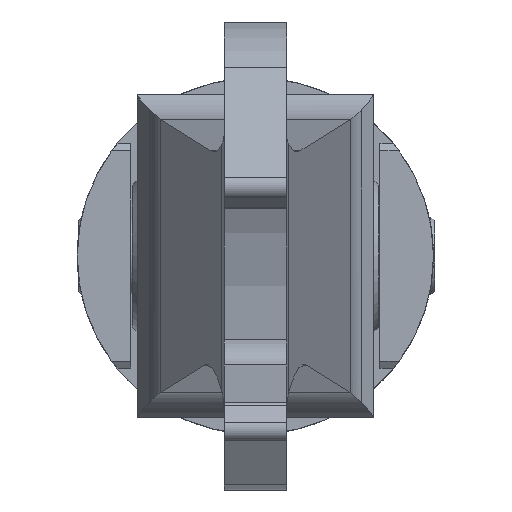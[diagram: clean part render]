
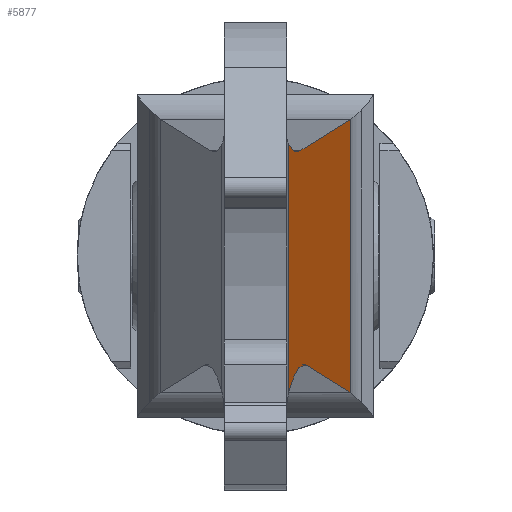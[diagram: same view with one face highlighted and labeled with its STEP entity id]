
A CAD part, left-side view. The second image highlights one B-rep face of the part: STEP entity #5877.
In plain terms, the highlighted face is planar.
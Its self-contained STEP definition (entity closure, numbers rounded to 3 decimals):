
#78=(
BOUNDED_CURVE()
B_SPLINE_CURVE(3,(#7588,#7589,#7590,#7591),.UNSPECIFIED.,.F.,.F.)
B_SPLINE_CURVE_WITH_KNOTS((4,4),(4.625,4.964),
 .UNSPECIFIED.)
CURVE()
GEOMETRIC_REPRESENTATION_ITEM()
RATIONAL_B_SPLINE_CURVE((1.,0.99,0.99,1.))
REPRESENTATION_ITEM('')
);
#79=(
BOUNDED_CURVE()
B_SPLINE_CURVE(3,(#7592,#7593,#7594,#7595),.UNSPECIFIED.,.F.,.F.)
B_SPLINE_CURVE_WITH_KNOTS((4,4),(1.089,1.571),
 .UNSPECIFIED.)
CURVE()
GEOMETRIC_REPRESENTATION_ITEM()
RATIONAL_B_SPLINE_CURVE((1.,0.981,0.981,1.))
REPRESENTATION_ITEM('')
);
#96=CIRCLE('',#6116,3.568);
#97=CIRCLE('',#6117,9.687);
#98=CIRCLE('',#6118,3.568);
#280=PLANE('',#6115);
#381=LINE('',#7561,#597);
#384=LINE('',#7582,#600);
#385=LINE('',#7586,#601);
#386=LINE('',#7599,#602);
#597=VECTOR('',#6521,1000.);
#600=VECTOR('',#6532,1000.);
#601=VECTOR('',#6537,1000.);
#602=VECTOR('',#6540,1000.);
#824=ORIENTED_EDGE('',*,*,#2211,.T.);
#825=ORIENTED_EDGE('',*,*,#2212,.F.);
#826=ORIENTED_EDGE('',*,*,#2213,.T.);
#827=ORIENTED_EDGE('',*,*,#2210,.T.);
#828=ORIENTED_EDGE('',*,*,#2214,.T.);
#829=ORIENTED_EDGE('',*,*,#2215,.T.);
#830=ORIENTED_EDGE('',*,*,#2216,.T.);
#831=ORIENTED_EDGE('',*,*,#2217,.T.);
#832=ORIENTED_EDGE('',*,*,#2203,.F.);
#2203=EDGE_CURVE('',#2897,#2894,#381,.T.);
#2210=EDGE_CURVE('',#2900,#2903,#384,.T.);
#2211=EDGE_CURVE('',#2897,#2904,#96,.T.);
#2212=EDGE_CURVE('',#2905,#2904,#385,.T.);
#2213=EDGE_CURVE('',#2905,#2900,#78,.T.);
#2214=EDGE_CURVE('',#2903,#2906,#79,.T.);
#2215=EDGE_CURVE('',#2906,#2907,#97,.T.);
#2216=EDGE_CURVE('',#2907,#2908,#386,.T.);
#2217=EDGE_CURVE('',#2908,#2894,#98,.T.);
#2894=VERTEX_POINT('',#7552);
#2897=VERTEX_POINT('',#7560);
#2900=VERTEX_POINT('',#7573);
#2903=VERTEX_POINT('',#7581);
#2904=VERTEX_POINT('',#7585);
#2905=VERTEX_POINT('',#7587);
#2906=VERTEX_POINT('',#7596);
#2907=VERTEX_POINT('',#7598);
#2908=VERTEX_POINT('',#7600);
#3667=EDGE_LOOP('',(#824,#825,#826,#827,#828,#829,#830,#831,#832));
#3932=FACE_BOUND('',#3667,.T.);
#5877=ADVANCED_FACE('',(#3932),#280,.F.);
#6115=AXIS2_PLACEMENT_3D('',#7583,#6533,#6534);
#6116=AXIS2_PLACEMENT_3D('',#7584,#6535,#6536);
#6117=AXIS2_PLACEMENT_3D('',#7597,#6538,#6539);
#6118=AXIS2_PLACEMENT_3D('',#7601,#6541,#6542);
#6521=DIRECTION('',(0.,0.,1.));
#6532=DIRECTION('',(0.,0.,1.));
#6533=DIRECTION('',(0.139,-0.99,0.));
#6534=DIRECTION('',(0.99,0.139,0.));
#6535=DIRECTION('',(0.139,-0.99,0.));
#6536=DIRECTION('',(0.102,0.014,0.995));
#6537=DIRECTION('',(0.987,0.139,-0.086));
#6538=DIRECTION('',(0.139,-0.99,0.));
#6539=DIRECTION('',(0.,0.,-1.));
#6540=DIRECTION('',(0.987,0.139,0.086));
#6541=DIRECTION('',(0.139,-0.99,0.));
#6542=DIRECTION('',(0.085,0.012,-0.996));
#7552=CARTESIAN_POINT('',(-1.115,3.819,5.49));
#7560=CARTESIAN_POINT('',(-1.115,3.819,-5.49));
#7561=CARTESIAN_POINT('',(-1.115,3.819,-9.4));
#7573=CARTESIAN_POINT('',(-18.756,1.342,-4.489));
#7581=CARTESIAN_POINT('',(-18.756,1.342,5.448));
#7582=CARTESIAN_POINT('',(-18.756,1.342,-9.4));
#7583=CARTESIAN_POINT('',(5.827,4.794,-9.4));
#7584=CARTESIAN_POINT('',(-1.478,3.768,-9.04));
#7585=CARTESIAN_POINT('',(-1.173,3.811,-5.485));
#7586=CARTESIAN_POINT('',(5.957,4.812,-6.109));
#7587=CARTESIAN_POINT('',(-15.561,1.791,-4.226));
#7588=CARTESIAN_POINT('',(-15.561,1.791,-4.226));
#7589=CARTESIAN_POINT('',(-16.636,1.64,-4.132));
#7590=CARTESIAN_POINT('',(-17.711,1.489,-4.221));
#7591=CARTESIAN_POINT('',(-18.756,1.342,-4.489));
#7592=CARTESIAN_POINT('',(-18.756,1.342,5.448));
#7593=CARTESIAN_POINT('',(-17.392,1.534,4.735));
#7594=CARTESIAN_POINT('',(-15.896,1.744,4.368));
#7595=CARTESIAN_POINT('',(-14.356,1.96,4.368));
#7596=CARTESIAN_POINT('',(-14.356,1.96,4.368));
#7597=CARTESIAN_POINT('',(-14.356,1.96,14.054));
#7598=CARTESIAN_POINT('',(-13.528,2.076,4.404));
#7599=CARTESIAN_POINT('',(5.957,4.812,6.109));
#7600=CARTESIAN_POINT('',(-1.173,3.811,5.485));
#7601=CARTESIAN_POINT('',(-1.478,3.768,9.04));
